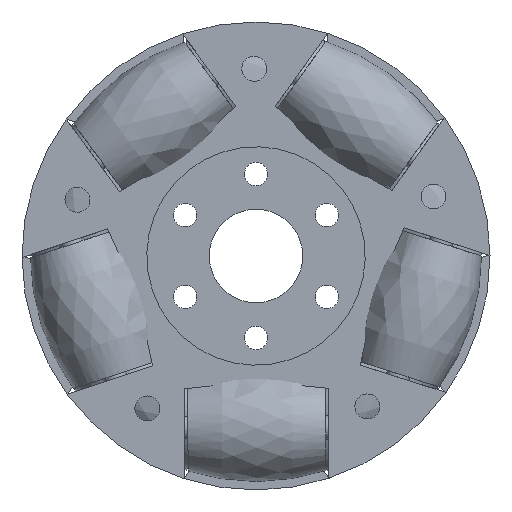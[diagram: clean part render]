
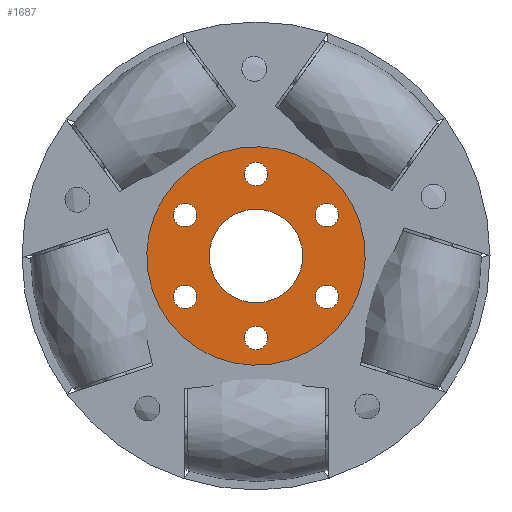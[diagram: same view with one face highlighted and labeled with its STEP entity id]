
A CAD part, left-side view. The second image highlights one B-rep face of the part: STEP entity #1687.
In plain terms, the highlighted face is planar.
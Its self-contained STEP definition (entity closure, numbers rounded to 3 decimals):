
#261=PLANE('',#1917);
#357=FACE_BOUND('',#624,.T.);
#358=FACE_BOUND('',#625,.T.);
#359=FACE_BOUND('',#626,.T.);
#360=FACE_BOUND('',#627,.T.);
#361=FACE_BOUND('',#628,.T.);
#362=FACE_BOUND('',#629,.T.);
#363=FACE_BOUND('',#630,.T.);
#452=FACE_OUTER_BOUND('',#623,.T.);
#623=EDGE_LOOP('',(#1401));
#624=EDGE_LOOP('',(#1402));
#625=EDGE_LOOP('',(#1403));
#626=EDGE_LOOP('',(#1404));
#627=EDGE_LOOP('',(#1405));
#628=EDGE_LOOP('',(#1406));
#629=EDGE_LOOP('',(#1407));
#630=EDGE_LOOP('',(#1408));
#736=CIRCLE('',#1861,1.5);
#738=CIRCLE('',#1864,1.5);
#740=CIRCLE('',#1867,1.5);
#742=CIRCLE('',#1870,1.5);
#744=CIRCLE('',#1873,1.5);
#746=CIRCLE('',#1876,1.5);
#765=CIRCLE('',#1913,6.);
#766=CIRCLE('',#1915,14.);
#873=VERTEX_POINT('',#2741);
#875=VERTEX_POINT('',#2746);
#877=VERTEX_POINT('',#2751);
#879=VERTEX_POINT('',#2756);
#881=VERTEX_POINT('',#2761);
#883=VERTEX_POINT('',#2766);
#907=VERTEX_POINT('',#2827);
#908=VERTEX_POINT('',#2830);
#1055=EDGE_CURVE('',#873,#873,#736,.T.);
#1057=EDGE_CURVE('',#875,#875,#738,.T.);
#1059=EDGE_CURVE('',#877,#877,#740,.T.);
#1061=EDGE_CURVE('',#879,#879,#742,.T.);
#1063=EDGE_CURVE('',#881,#881,#744,.T.);
#1065=EDGE_CURVE('',#883,#883,#746,.T.);
#1089=EDGE_CURVE('',#907,#907,#765,.T.);
#1090=EDGE_CURVE('',#908,#908,#766,.T.);
#1401=ORIENTED_EDGE('',*,*,#1090,.F.);
#1402=ORIENTED_EDGE('',*,*,#1055,.T.);
#1403=ORIENTED_EDGE('',*,*,#1057,.T.);
#1404=ORIENTED_EDGE('',*,*,#1059,.T.);
#1405=ORIENTED_EDGE('',*,*,#1061,.T.);
#1406=ORIENTED_EDGE('',*,*,#1063,.T.);
#1407=ORIENTED_EDGE('',*,*,#1065,.T.);
#1408=ORIENTED_EDGE('',*,*,#1089,.T.);
#1687=ADVANCED_FACE('',(#452,#357,#358,#359,#360,#361,#362,#363),#261,.T.);
#1861=AXIS2_PLACEMENT_3D('',#2742,#2234,#2235);
#1864=AXIS2_PLACEMENT_3D('',#2747,#2240,#2241);
#1867=AXIS2_PLACEMENT_3D('',#2752,#2246,#2247);
#1870=AXIS2_PLACEMENT_3D('',#2757,#2252,#2253);
#1873=AXIS2_PLACEMENT_3D('',#2762,#2258,#2259);
#1876=AXIS2_PLACEMENT_3D('',#2767,#2264,#2265);
#1913=AXIS2_PLACEMENT_3D('',#2828,#2338,#2339);
#1915=AXIS2_PLACEMENT_3D('',#2831,#2342,#2343);
#1917=AXIS2_PLACEMENT_3D('',#2834,#2346,#2347);
#2234=DIRECTION('center_axis',(-1.,0.,0.));
#2235=DIRECTION('ref_axis',(0.,-0.312,-0.95));
#2240=DIRECTION('center_axis',(-1.,0.,0.));
#2241=DIRECTION('ref_axis',(0.,-0.312,-0.95));
#2246=DIRECTION('center_axis',(-1.,0.,0.));
#2247=DIRECTION('ref_axis',(0.,-0.312,-0.95));
#2252=DIRECTION('center_axis',(-1.,0.,0.));
#2253=DIRECTION('ref_axis',(0.,-0.312,-0.95));
#2258=DIRECTION('center_axis',(-1.,0.,0.));
#2259=DIRECTION('ref_axis',(0.,-0.312,-0.95));
#2264=DIRECTION('center_axis',(-1.,0.,0.));
#2265=DIRECTION('ref_axis',(0.,-0.312,-0.95));
#2338=DIRECTION('center_axis',(-1.,0.,0.));
#2339=DIRECTION('ref_axis',(0.,0.,
1.));
#2342=DIRECTION('center_axis',(-1.,0.,0.));
#2343=DIRECTION('ref_axis',(0.,0.,
1.));
#2346=DIRECTION('center_axis',(1.,0.,0.));
#2347=DIRECTION('ref_axis',(0.,0.,-1.));
#2741=CARTESIAN_POINT('',(5.,-7.467,6.403));
#2742=CARTESIAN_POINT('Origin',(5.,-6.998,7.828));
#2746=CARTESIAN_POINT('',(5.,9.81,0.721));
#2747=CARTESIAN_POINT('Origin',(5.,10.278,2.146));
#2751=CARTESIAN_POINT('',(5.,-3.749,-11.399));
#2752=CARTESIAN_POINT('Origin',(5.,-3.28,-9.974));
#2756=CARTESIAN_POINT('',(5.,6.529,-9.253));
#2757=CARTESIAN_POINT('Origin',(5.,6.998,-7.828));
#2761=CARTESIAN_POINT('',(5.,2.812,8.55));
#2762=CARTESIAN_POINT('Origin',(5.,3.28,9.974));
#2766=CARTESIAN_POINT('',(5.,-10.747,-3.571));
#2767=CARTESIAN_POINT('Origin',(5.,-10.278,-2.146));
#2827=CARTESIAN_POINT('',(5.,0.,-6.));
#2828=CARTESIAN_POINT('Origin',(5.,0.,0.));
#2830=CARTESIAN_POINT('',(5.,0.,-14.));
#2831=CARTESIAN_POINT('Origin',(5.,0.,0.));
#2834=CARTESIAN_POINT('Origin',(5.,0.,0.));
